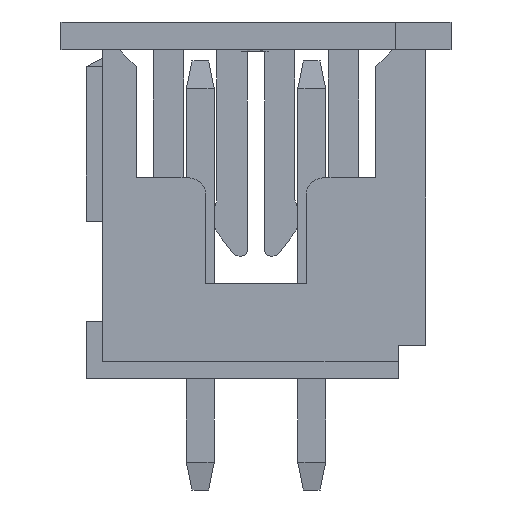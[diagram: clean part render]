
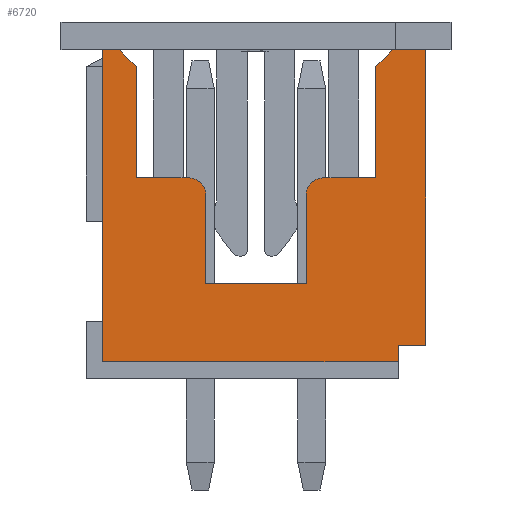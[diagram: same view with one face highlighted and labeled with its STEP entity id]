
A CAD part, left-side view. The second image highlights one B-rep face of the part: STEP entity #6720.
In plain terms, the highlighted planar face has unit normal (-1, 0, 0).
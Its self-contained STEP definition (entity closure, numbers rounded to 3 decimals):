
#5849=CARTESIAN_POINT('',(-11.,2.75,-1.4));
#5850=VERTEX_POINT('',#5849);
#5857=CARTESIAN_POINT('',(-11.,2.75,4.2));
#5858=VERTEX_POINT('',#5857);
#5859=CARTESIAN_POINT('',(-11.,2.75,-1.4));
#5860=DIRECTION('',(0.,0.,1.));
#5861=VECTOR('',#5860,5.6);
#5862=LINE('',#5859,#5861);
#5863=EDGE_CURVE('',#5850,#5858,#5862,.T.);
#6454=CARTESIAN_POINT('',(-11.,2.15,3.9));
#6455=VERTEX_POINT('',#6454);
#6456=CARTESIAN_POINT('',(-11.,2.15,1.9));
#6457=VERTEX_POINT('',#6456);
#6458=CARTESIAN_POINT('',(-11.,2.15,3.9));
#6459=DIRECTION('',(0.,0.,-1.));
#6460=VECTOR('',#6459,2.);
#6461=LINE('',#6458,#6460);
#6462=EDGE_CURVE('',#6455,#6457,#6461,.T.);
#6568=CARTESIAN_POINT('',(-11.,0.9,0.));
#6569=VERTEX_POINT('',#6568);
#6577=CARTESIAN_POINT('',(-11.,0.9,1.6));
#6578=VERTEX_POINT('',#6577);
#6585=CARTESIAN_POINT('',(-11.,0.9,1.6));
#6586=DIRECTION('',(0.,0.,-1.));
#6587=VECTOR('',#6586,1.6);
#6588=LINE('',#6585,#6587);
#6589=EDGE_CURVE('',#6578,#6569,#6588,.T.);
#6594=CARTESIAN_POINT('',(-11.,-0.15,1.4));
#6595=DIRECTION('',(0.,-1.,0.));
#6596=DIRECTION('',(-1.,0.,0.));
#6597=AXIS2_PLACEMENT_3D('',#6594,#6596,#6595);
#6598=PLANE('',#6597);
#6599=CARTESIAN_POINT('',(-11.,-2.15,1.9));
#6600=VERTEX_POINT('',#6599);
#6601=CARTESIAN_POINT('',(-11.,-1.2,1.9));
#6602=VERTEX_POINT('',#6601);
#6603=CARTESIAN_POINT('',(-11.,-2.15,1.9));
#6604=DIRECTION('',(0.,1.,0.));
#6605=VECTOR('',#6604,0.95);
#6606=LINE('',#6603,#6605);
#6607=EDGE_CURVE('',#6600,#6602,#6606,.T.);
#6608=ORIENTED_EDGE('',*,*,#6607,.T.);
#6609=CARTESIAN_POINT('',(-11.,-0.9,1.6));
#6610=VERTEX_POINT('',#6609);
#6611=CARTESIAN_POINT('',(-11.,-1.2,1.6));
#6612=DIRECTION('',(0.,0.,1.));
#6613=DIRECTION('',(-1.,0.,-0.));
#6614=AXIS2_PLACEMENT_3D('',#6611,#6613,#6612);
#6615=CIRCLE('',#6614,0.3);
#6616=EDGE_CURVE('',#6602,#6610,#6615,.T.);
#6617=ORIENTED_EDGE('',*,*,#6616,.T.);
#6618=CARTESIAN_POINT('',(-11.,-0.9,0.));
#6619=VERTEX_POINT('',#6618);
#6620=CARTESIAN_POINT('',(-11.,-0.9,1.6));
#6621=DIRECTION('',(0.,0.,-1.));
#6622=VECTOR('',#6621,1.6);
#6623=LINE('',#6620,#6622);
#6624=EDGE_CURVE('',#6610,#6619,#6623,.T.);
#6625=ORIENTED_EDGE('',*,*,#6624,.T.);
#6626=CARTESIAN_POINT('',(-11.,0.9,0.));
#6627=DIRECTION('',(0.,-1.,0.));
#6628=VECTOR('',#6627,1.8);
#6629=LINE('',#6626,#6628);
#6630=EDGE_CURVE('',#6569,#6619,#6629,.T.);
#6631=ORIENTED_EDGE('',*,*,#6630,.F.);
#6632=ORIENTED_EDGE('',*,*,#6589,.F.);
#6633=CARTESIAN_POINT('',(-11.,1.2,1.9));
#6634=VERTEX_POINT('',#6633);
#6635=CARTESIAN_POINT('',(-11.,1.2,1.6));
#6636=DIRECTION('',(0.,-1.,0.));
#6637=DIRECTION('',(-1.,0.,0.));
#6638=AXIS2_PLACEMENT_3D('',#6635,#6637,#6636);
#6639=CIRCLE('',#6638,0.3);
#6640=EDGE_CURVE('',#6578,#6634,#6639,.T.);
#6641=ORIENTED_EDGE('',*,*,#6640,.T.);
#6642=CARTESIAN_POINT('',(-11.,1.2,1.9));
#6643=DIRECTION('',(0.,1.,0.));
#6644=VECTOR('',#6643,0.95);
#6645=LINE('',#6642,#6644);
#6646=EDGE_CURVE('',#6634,#6457,#6645,.T.);
#6647=ORIENTED_EDGE('',*,*,#6646,.T.);
#6648=ORIENTED_EDGE('',*,*,#6462,.F.);
#6649=CARTESIAN_POINT('',(-11.,2.45,4.2));
#6650=VERTEX_POINT('',#6649);
#6651=CARTESIAN_POINT('',(-11.,2.15,3.9));
#6652=DIRECTION('',(0.,0.707,0.707));
#6653=VECTOR('',#6652,0.424);
#6654=LINE('',#6651,#6653);
#6655=EDGE_CURVE('',#6455,#6650,#6654,.T.);
#6656=ORIENTED_EDGE('',*,*,#6655,.T.);
#6657=CARTESIAN_POINT('',(-11.,2.45,4.2));
#6658=DIRECTION('',(0.,1.,0.));
#6659=VECTOR('',#6658,0.3);
#6660=LINE('',#6657,#6659);
#6661=EDGE_CURVE('',#6650,#5858,#6660,.T.);
#6662=ORIENTED_EDGE('',*,*,#6661,.T.);
#6663=ORIENTED_EDGE('',*,*,#5863,.F.);
#6664=CARTESIAN_POINT('',(-11.,-2.55,-1.4));
#6665=VERTEX_POINT('',#6664);
#6666=CARTESIAN_POINT('',(-11.,2.75,-1.4));
#6667=DIRECTION('',(0.,-1.,0.));
#6668=VECTOR('',#6667,5.3);
#6669=LINE('',#6666,#6668);
#6670=EDGE_CURVE('',#5850,#6665,#6669,.T.);
#6671=ORIENTED_EDGE('',*,*,#6670,.T.);
#6672=CARTESIAN_POINT('',(-11.,-2.55,-1.1));
#6673=VERTEX_POINT('',#6672);
#6674=CARTESIAN_POINT('',(-11.,-2.55,-1.4));
#6675=DIRECTION('',(0.,0.,1.));
#6676=VECTOR('',#6675,0.3);
#6677=LINE('',#6674,#6676);
#6678=EDGE_CURVE('',#6665,#6673,#6677,.T.);
#6679=ORIENTED_EDGE('',*,*,#6678,.T.);
#6680=CARTESIAN_POINT('',(-11.,-3.05,-1.1));
#6681=VERTEX_POINT('',#6680);
#6682=CARTESIAN_POINT('',(-11.,-2.55,-1.1));
#6683=DIRECTION('',(0.,-1.,0.));
#6684=VECTOR('',#6683,0.5);
#6685=LINE('',#6682,#6684);
#6686=EDGE_CURVE('',#6673,#6681,#6685,.T.);
#6687=ORIENTED_EDGE('',*,*,#6686,.T.);
#6688=CARTESIAN_POINT('',(-11.,-3.05,4.2));
#6689=VERTEX_POINT('',#6688);
#6690=CARTESIAN_POINT('',(-11.,-3.05,-1.1));
#6691=DIRECTION('',(0.,0.,1.));
#6692=VECTOR('',#6691,5.3);
#6693=LINE('',#6690,#6692);
#6694=EDGE_CURVE('',#6681,#6689,#6693,.T.);
#6695=ORIENTED_EDGE('',*,*,#6694,.T.);
#6696=CARTESIAN_POINT('',(-11.,-2.45,4.2));
#6697=VERTEX_POINT('',#6696);
#6698=CARTESIAN_POINT('',(-11.,-3.05,4.2));
#6699=DIRECTION('',(0.,1.,0.));
#6700=VECTOR('',#6699,0.6);
#6701=LINE('',#6698,#6700);
#6702=EDGE_CURVE('',#6689,#6697,#6701,.T.);
#6703=ORIENTED_EDGE('',*,*,#6702,.T.);
#6704=CARTESIAN_POINT('',(-11.,-2.15,3.9));
#6705=VERTEX_POINT('',#6704);
#6706=CARTESIAN_POINT('',(-11.,-2.45,4.2));
#6707=DIRECTION('',(0.,0.707,-0.707));
#6708=VECTOR('',#6707,0.424);
#6709=LINE('',#6706,#6708);
#6710=EDGE_CURVE('',#6697,#6705,#6709,.T.);
#6711=ORIENTED_EDGE('',*,*,#6710,.T.);
#6712=CARTESIAN_POINT('',(-11.,-2.15,3.9));
#6713=DIRECTION('',(0.,0.,-1.));
#6714=VECTOR('',#6713,2.);
#6715=LINE('',#6712,#6714);
#6716=EDGE_CURVE('',#6705,#6600,#6715,.T.);
#6717=ORIENTED_EDGE('',*,*,#6716,.T.);
#6718=EDGE_LOOP('',(#6608,#6617,#6625,#6631,#6632,#6641,#6647,#6648,#6656,#6662,#6663,#6671,#6679,#6687,#6695,#6703,#6711,#6717));
#6719=FACE_OUTER_BOUND('',#6718,.T.);
#6720=ADVANCED_FACE('',(#6719),#6598,.T.);
